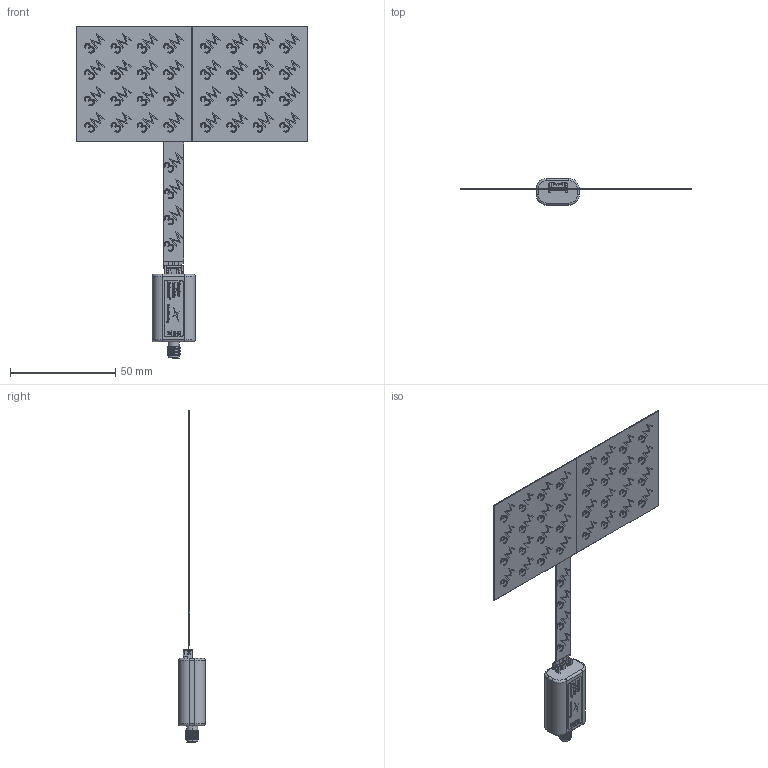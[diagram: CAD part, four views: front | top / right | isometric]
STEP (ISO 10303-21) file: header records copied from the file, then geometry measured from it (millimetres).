
FILE_DESCRIPTION (( 'STEP AP214' ), '1' );
FILE_NAME ('TFX62.C.STEP', '2024-09-26T08:28:36', ( '' ), ( '' ), 'SwSTEP 2.0', 'SolidWorks 2022', '' );
FILE_SCHEMA (( 'AUTOMOTIVE_DESIGN' ));
Length unit declared in the file: inch
Products named in the file (1): TFX62.C
Bounding box: 110 x 12.84 x 157.51 mm (x, y, z)
Volume: 11490.3 mm3; surface area: 44116.8 mm2
Topology: 12 solids, 12 shells, 553 faces, 3170 edges, 2792 vertices
Faces by surface type: plane 431, cylinder 101, torus 10, cone 8, bspline 3
Entity records: 47728 total; most frequent: CARTESIAN_POINT 16611, ORIENTED_EDGE 6340, DIRECTION 3256, EDGE_CURVE 3170, VERTEX_POINT 2792, LINE 1766, VECTOR 1766, B_SPLINE_CURVE_WITH_KNOTS 1175
